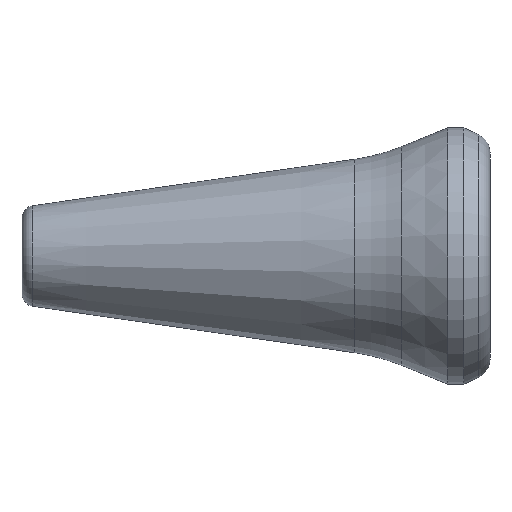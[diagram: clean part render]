
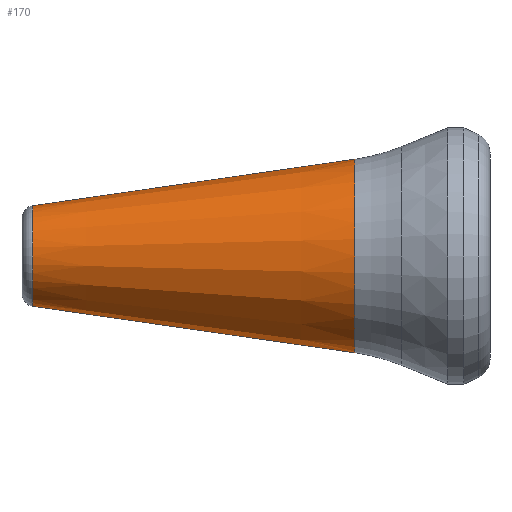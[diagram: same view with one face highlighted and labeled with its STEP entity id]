
A CAD part, front view. The second image highlights one B-rep face of the part: STEP entity #170.
In plain terms, the highlighted conical face has half-angle 8.211 degrees and reference radius 3.188 mm.
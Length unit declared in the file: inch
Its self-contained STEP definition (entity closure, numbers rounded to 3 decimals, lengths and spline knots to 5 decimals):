
#1 = DIRECTION ( 'NONE',  ( 0., 0., -1. ) ) ;
#2 = DIRECTION ( 'NONE',  ( 1., 0., 0. ) ) ;
#3 = CARTESIAN_POINT ( 'NONE',  ( -0.33744, 0., 0. ) ) ;
#4 = AXIS2_PLACEMENT_3D ( 'NONE', #3, #2, #1 ) ;
#5 = CIRCLE ( 'NONE', #4, 0.24163 ) ;
#135 = VERTEX_POINT ( 'NONE', #744 ) ;
#142 = EDGE_LOOP ( 'NONE', ( #143, #144, #169, #145 ) ) ;
#143 = ORIENTED_EDGE ( 'NONE', *, *, #157, .F. ) ;
#144 = ORIENTED_EDGE ( 'NONE', *, *, #168, .T. ) ;
#145 = ORIENTED_EDGE ( 'NONE', *, *, #893, .F. ) ;
#157 = EDGE_CURVE ( 'NONE', #135, #522, #773, .T. ) ;
#166 = VERTEX_POINT ( 'NONE', #802 ) ;
#167 = EDGE_CURVE ( 'NONE', #166, #716, #801, .T. ) ;
#168 = EDGE_CURVE ( 'NONE', #135, #166, #796, .T. ) ;
#169 = ORIENTED_EDGE ( 'NONE', *, *, #167, .T. ) ;
#170 = ADVANCED_FACE ( 'NONE', ( #791 ), #857, .T. ) ;
#522 = VERTEX_POINT ( 'NONE', #1524 ) ;
#716 = VERTEX_POINT ( 'NONE', #1812 ) ;
#744 = CARTESIAN_POINT ( 'NONE',  ( -1.14221, 0., 0.1255 ) ) ;
#771 = CARTESIAN_POINT ( 'NONE',  ( -1.14221, 0., 0.1255 ) ) ;
#773 = LINE ( 'NONE', #771, #822 ) ;
#791 = FACE_OUTER_BOUND ( 'NONE', #142, .T. ) ;
#792 = DIRECTION ( 'NONE',  ( 0., 0., -1. ) ) ;
#793 = DIRECTION ( 'NONE',  ( 1., 0., 0. ) ) ;
#794 = CARTESIAN_POINT ( 'NONE',  ( -1.14221, 0., 0. ) ) ;
#795 = AXIS2_PLACEMENT_3D ( 'NONE', #794, #793, #792 ) ;
#796 = CIRCLE ( 'NONE', #795, 0.1255 ) ;
#798 = DIRECTION ( 'NONE',  ( 0.99, 0., -0.143 ) ) ;
#799 = VECTOR ( 'NONE', #798, 39.37008 ) ;
#800 = CARTESIAN_POINT ( 'NONE',  ( -1.14221, 0., -0.1255 ) ) ;
#801 = LINE ( 'NONE', #800, #799 ) ;
#802 = CARTESIAN_POINT ( 'NONE',  ( -1.14221, 0., -0.1255 ) ) ;
#821 = DIRECTION ( 'NONE',  ( 0.99, 0., 0.143 ) ) ;
#822 = VECTOR ( 'NONE', #821, 39.37008 ) ;
#853 = DIRECTION ( 'NONE',  ( 0., 0., -1. ) ) ;
#854 = DIRECTION ( 'NONE',  ( 1., 0., 0. ) ) ;
#855 = CARTESIAN_POINT ( 'NONE',  ( -1.14221, 0., 0. ) ) ;
#856 = AXIS2_PLACEMENT_3D ( 'NONE', #855, #854, #853 ) ;
#857 = CONICAL_SURFACE ( 'NONE', #856, 0.1255, 0.143 ) ;
#893 = EDGE_CURVE ( 'NONE', #522, #716, #5, .T. ) ;
#1524 = CARTESIAN_POINT ( 'NONE',  ( -0.33744, 0., 0.24163 ) ) ;
#1812 = CARTESIAN_POINT ( 'NONE',  ( -0.33744, 0., -0.24163 ) ) ;
